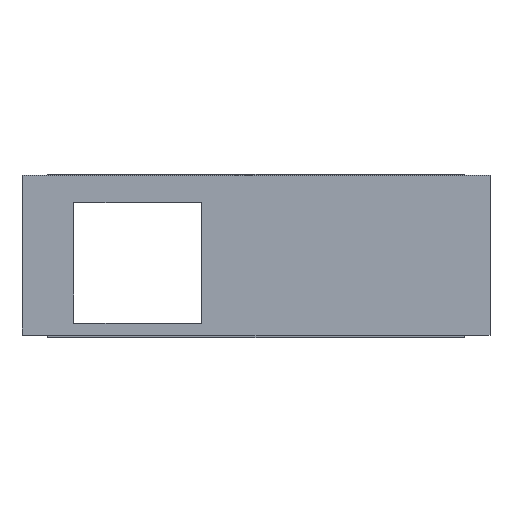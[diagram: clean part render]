
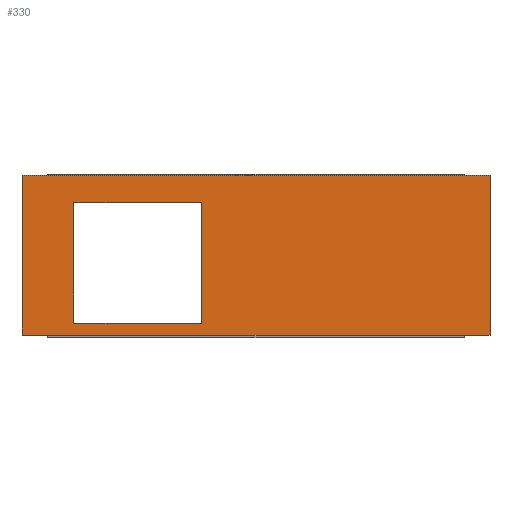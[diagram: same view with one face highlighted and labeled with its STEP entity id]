
A CAD part, top view. The second image highlights one B-rep face of the part: STEP entity #330.
In plain terms, the highlighted planar face has unit normal (0, 0, 1).
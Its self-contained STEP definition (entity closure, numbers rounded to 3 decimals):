
#23=FACE_BOUND('',#45,.T.);
#26=FACE_OUTER_BOUND('',#44,.T.);
#44=EDGE_LOOP('',(#227,#228,#229,#230));
#45=EDGE_LOOP('',(#231,#232,#233,#234));
#63=LINE('',#475,#107);
#67=LINE('',#484,#111);
#68=LINE('',#486,#112);
#69=LINE('',#488,#113);
#70=LINE('',#489,#114);
#71=LINE('',#491,#115);
#72=LINE('',#493,#116);
#73=LINE('',#494,#117);
#107=VECTOR('',#388,10.);
#111=VECTOR('',#394,10.);
#112=VECTOR('',#395,10.);
#113=VECTOR('',#396,10.);
#114=VECTOR('',#397,10.);
#115=VECTOR('',#398,10.);
#116=VECTOR('',#399,10.);
#117=VECTOR('',#400,10.);
#151=VERTEX_POINT('',#473);
#152=VERTEX_POINT('',#474);
#155=VERTEX_POINT('',#482);
#156=VERTEX_POINT('',#483);
#157=VERTEX_POINT('',#485);
#158=VERTEX_POINT('',#487);
#159=VERTEX_POINT('',#490);
#160=VERTEX_POINT('',#492);
#179=EDGE_CURVE('',#151,#152,#63,.T.);
#183=EDGE_CURVE('',#155,#156,#67,.T.);
#184=EDGE_CURVE('',#157,#156,#68,.T.);
#185=EDGE_CURVE('',#158,#157,#69,.T.);
#186=EDGE_CURVE('',#155,#158,#70,.T.);
#187=EDGE_CURVE('',#159,#151,#71,.T.);
#188=EDGE_CURVE('',#152,#160,#72,.T.);
#189=EDGE_CURVE('',#160,#159,#73,.T.);
#227=ORIENTED_EDGE('',*,*,#183,.T.);
#228=ORIENTED_EDGE('',*,*,#184,.F.);
#229=ORIENTED_EDGE('',*,*,#185,.F.);
#230=ORIENTED_EDGE('',*,*,#186,.F.);
#231=ORIENTED_EDGE('',*,*,#187,.T.);
#232=ORIENTED_EDGE('',*,*,#179,.T.);
#233=ORIENTED_EDGE('',*,*,#188,.T.);
#234=ORIENTED_EDGE('',*,*,#189,.T.);
#312=PLANE('',#363);
#330=ADVANCED_FACE('',(#26,#23),#312,.T.);
#363=AXIS2_PLACEMENT_3D('',#481,#392,#393);
#388=DIRECTION('',(-1.,0.,0.));
#392=DIRECTION('center_axis',(0.,0.,1.));
#393=DIRECTION('ref_axis',(1.,0.,0.));
#394=DIRECTION('',(0.,1.,0.));
#395=DIRECTION('',(1.,0.,0.));
#396=DIRECTION('',(0.,1.,0.));
#397=DIRECTION('',(-1.,0.,0.));
#398=DIRECTION('',(0.,-1.,0.));
#399=DIRECTION('',(0.,1.,0.));
#400=DIRECTION('',(1.,0.,0.));
#473=CARTESIAN_POINT('',(155.063,-25.9,-77.5));
#474=CARTESIAN_POINT('',(141.063,-25.9,-77.5));
#475=CARTESIAN_POINT('',(149.531,-25.9,-77.5));
#481=CARTESIAN_POINT('Origin',(157.5,-19.,-77.5));
#482=CARTESIAN_POINT('',(186.6,-27.2,-77.5));
#483=CARTESIAN_POINT('',(186.6,-9.7,-77.5));
#484=CARTESIAN_POINT('',(186.6,-12.,-77.5));
#485=CARTESIAN_POINT('',(135.4,-9.7,-77.5));
#486=CARTESIAN_POINT('',(172.,-9.7,-77.5));
#487=CARTESIAN_POINT('',(135.4,-27.2,-77.5));
#488=CARTESIAN_POINT('',(135.4,-12.,-77.5));
#489=CARTESIAN_POINT('',(150.25,-27.2,-77.5));
#490=CARTESIAN_POINT('',(155.063,-12.7,-77.5));
#491=CARTESIAN_POINT('',(155.063,-22.2,-77.5));
#492=CARTESIAN_POINT('',(141.063,-12.7,-77.5));
#493=CARTESIAN_POINT('',(141.063,-22.2,-77.5));
#494=CARTESIAN_POINT('',(156.031,-12.7,-77.5));
